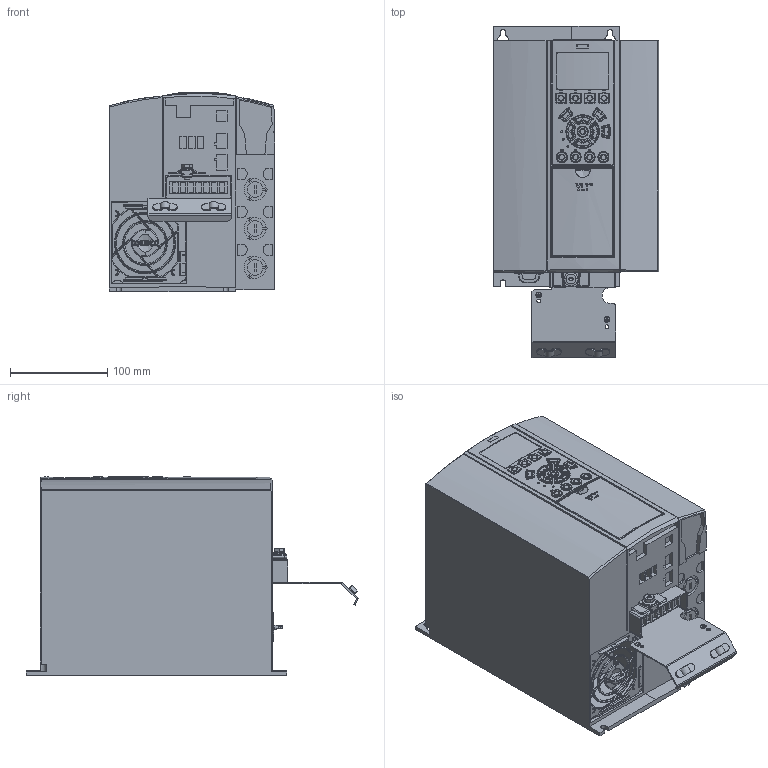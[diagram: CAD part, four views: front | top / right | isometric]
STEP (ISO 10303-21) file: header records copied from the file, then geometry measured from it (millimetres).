
FILE_DESCRIPTION((''),'2;1');
FILE_NAME('DANFOSS-FC100-A3-IP20-C-035','2019-09-05T',('U322080'),(''),'CREO PARAMETRIC BY PTC INC, 2018070','CREO PARAMETRIC BY PTC INC, 2018070','');
FILE_SCHEMA(('CONFIG_CONTROL_DESIGN'));
Products named in the file (1): DANFOSS-FC100-A3-IP20-C-035
Bounding box: 170 x 341 x 204.95 mm (x, y, z)
Surface area: 339130 mm2 (no closed solid volume)
Topology: 0 solids, 17 shells, 2590 faces, 6651 edges, 4126 vertices
Faces by surface type: plane 1022, cylinder 677, bspline 644, torus 142, sphere 49, cone 32, extrusion 24
Entity records: 136937 total; most frequent: CARTESIAN_POINT 55641, ORIENTED_EDGE 13182, DIRECTION 9499, EDGE_CURVE 6591, VERTEX_POINT 4122, FILL_AREA_STYLE_COLOUR 3907, FILL_AREA_STYLE 3907, SURFACE_STYLE_FILL_AREA 3907
